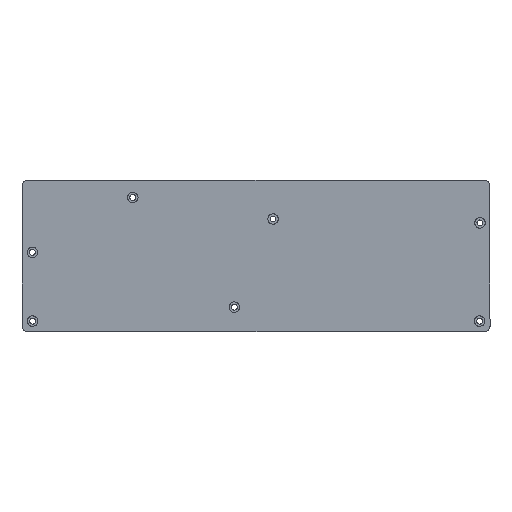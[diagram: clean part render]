
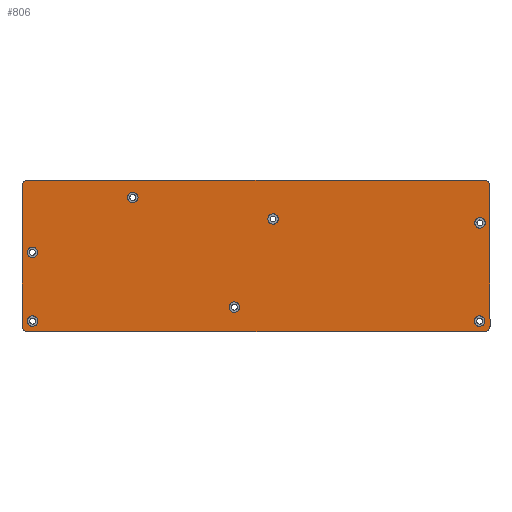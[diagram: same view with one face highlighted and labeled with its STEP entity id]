
A CAD part, top view. The second image highlights one B-rep face of the part: STEP entity #806.
In plain terms, the highlighted planar face has unit normal (0, -0.055, 0.999).
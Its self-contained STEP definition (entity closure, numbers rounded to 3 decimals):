
#91=FACE_BOUND('',#175,.T.);
#92=FACE_BOUND('',#176,.T.);
#93=FACE_BOUND('',#177,.T.);
#94=FACE_BOUND('',#178,.T.);
#95=FACE_BOUND('',#179,.T.);
#96=FACE_BOUND('',#180,.T.);
#97=FACE_BOUND('',#181,.T.);
#120=FACE_OUTER_BOUND('',#174,.T.);
#174=EDGE_LOOP('',(#559,#560,#561,#562,#563,#564,#565,#566));
#175=EDGE_LOOP('',(#567));
#176=EDGE_LOOP('',(#568));
#177=EDGE_LOOP('',(#569));
#178=EDGE_LOOP('',(#570));
#179=EDGE_LOOP('',(#571));
#180=EDGE_LOOP('',(#572));
#181=EDGE_LOOP('',(#573));
#257=LINE('',#1280,#310);
#258=LINE('',#1284,#311);
#259=LINE('',#1288,#312);
#260=LINE('',#1291,#313);
#310=VECTOR('',#1001,10.);
#311=VECTOR('',#1004,10.);
#312=VECTOR('',#1007,10.);
#313=VECTOR('',#1010,10.);
#363=ELLIPSE('',#884,3.005,3.);
#364=ELLIPSE('',#885,3.005,3.);
#365=ELLIPSE('',#886,3.005,3.);
#366=ELLIPSE('',#887,3.005,3.);
#367=ELLIPSE('',#888,2.854,2.85);
#368=ELLIPSE('',#889,2.854,2.85);
#369=ELLIPSE('',#890,2.854,2.85);
#370=ELLIPSE('',#891,2.854,2.85);
#371=ELLIPSE('',#892,2.854,2.85);
#372=ELLIPSE('',#893,2.854,2.85);
#373=ELLIPSE('',#894,2.854,2.85);
#374=VERTEX_POINT('',#1276);
#375=VERTEX_POINT('',#1277);
#376=VERTEX_POINT('',#1279);
#377=VERTEX_POINT('',#1281);
#378=VERTEX_POINT('',#1283);
#379=VERTEX_POINT('',#1285);
#380=VERTEX_POINT('',#1287);
#381=VERTEX_POINT('',#1289);
#382=VERTEX_POINT('',#1292);
#383=VERTEX_POINT('',#1294);
#384=VERTEX_POINT('',#1296);
#385=VERTEX_POINT('',#1298);
#386=VERTEX_POINT('',#1300);
#387=VERTEX_POINT('',#1302);
#388=VERTEX_POINT('',#1304);
#448=EDGE_CURVE('',#374,#375,#363,.T.);
#449=EDGE_CURVE('',#376,#374,#257,.T.);
#450=EDGE_CURVE('',#377,#376,#364,.T.);
#451=EDGE_CURVE('',#377,#378,#258,.T.);
#452=EDGE_CURVE('',#379,#378,#365,.T.);
#453=EDGE_CURVE('',#380,#379,#259,.T.);
#454=EDGE_CURVE('',#381,#380,#366,.T.);
#455=EDGE_CURVE('',#375,#381,#260,.T.);
#456=EDGE_CURVE('',#382,#382,#367,.T.);
#457=EDGE_CURVE('',#383,#383,#368,.T.);
#458=EDGE_CURVE('',#384,#384,#369,.T.);
#459=EDGE_CURVE('',#385,#385,#370,.T.);
#460=EDGE_CURVE('',#386,#386,#371,.T.);
#461=EDGE_CURVE('',#387,#387,#372,.T.);
#462=EDGE_CURVE('',#388,#388,#373,.T.);
#559=ORIENTED_EDGE('',*,*,#448,.F.);
#560=ORIENTED_EDGE('',*,*,#449,.F.);
#561=ORIENTED_EDGE('',*,*,#450,.F.);
#562=ORIENTED_EDGE('',*,*,#451,.T.);
#563=ORIENTED_EDGE('',*,*,#452,.F.);
#564=ORIENTED_EDGE('',*,*,#453,.F.);
#565=ORIENTED_EDGE('',*,*,#454,.F.);
#566=ORIENTED_EDGE('',*,*,#455,.F.);
#567=ORIENTED_EDGE('',*,*,#456,.F.);
#568=ORIENTED_EDGE('',*,*,#457,.F.);
#569=ORIENTED_EDGE('',*,*,#458,.F.);
#570=ORIENTED_EDGE('',*,*,#459,.F.);
#571=ORIENTED_EDGE('',*,*,#460,.F.);
#572=ORIENTED_EDGE('',*,*,#461,.F.);
#573=ORIENTED_EDGE('',*,*,#462,.F.);
#781=PLANE('',#883);
#806=ADVANCED_FACE('',(#120,#91,#92,#93,#94,#95,#96,#97),#781,.F.);
#883=AXIS2_PLACEMENT_3D('',#1275,#997,#998);
#884=AXIS2_PLACEMENT_3D('',#1278,#999,#1000);
#885=AXIS2_PLACEMENT_3D('',#1282,#1002,#1003);
#886=AXIS2_PLACEMENT_3D('',#1286,#1005,#1006);
#887=AXIS2_PLACEMENT_3D('',#1290,#1008,#1009);
#888=AXIS2_PLACEMENT_3D('',#1293,#1011,#1012);
#889=AXIS2_PLACEMENT_3D('',#1295,#1013,#1014);
#890=AXIS2_PLACEMENT_3D('',#1297,#1015,#1016);
#891=AXIS2_PLACEMENT_3D('',#1299,#1017,#1018);
#892=AXIS2_PLACEMENT_3D('',#1301,#1019,#1020);
#893=AXIS2_PLACEMENT_3D('',#1303,#1021,#1022);
#894=AXIS2_PLACEMENT_3D('',#1305,#1023,#1024);
#997=DIRECTION('center_axis',(0.,0.055,-0.998));
#998=DIRECTION('ref_axis',(0.,-0.998,-0.055));
#999=DIRECTION('center_axis',(0.,0.055,-0.998));
#1000=DIRECTION('ref_axis',(0.,-0.998,-0.055));
#1001=DIRECTION('',(0.,-0.998,-0.055));
#1002=DIRECTION('center_axis',(0.,0.055,-0.998));
#1003=DIRECTION('ref_axis',(0.,0.998,0.055));
#1004=DIRECTION('',(-1.,0.,0.));
#1005=DIRECTION('center_axis',(0.,0.055,-0.998));
#1006=DIRECTION('ref_axis',(0.,0.998,0.055));
#1007=DIRECTION('',(0.,0.998,0.055));
#1008=DIRECTION('center_axis',(0.,0.055,-0.998));
#1009=DIRECTION('ref_axis',(0.,-0.998,-0.055));
#1010=DIRECTION('',(-1.,0.,0.));
#1011=DIRECTION('center_axis',(0.,-0.055,0.998));
#1012=DIRECTION('ref_axis',(0.,-0.998,-0.055));
#1013=DIRECTION('center_axis',(0.,-0.055,0.998));
#1014=DIRECTION('ref_axis',(0.,-0.998,-0.055));
#1015=DIRECTION('center_axis',(0.,-0.055,0.998));
#1016=DIRECTION('ref_axis',(0.,-0.998,-0.055));
#1017=DIRECTION('center_axis',(0.,-0.055,0.998));
#1018=DIRECTION('ref_axis',(0.,-0.998,-0.055));
#1019=DIRECTION('center_axis',(0.,-0.055,0.998));
#1020=DIRECTION('ref_axis',(0.,-0.998,-0.055));
#1021=DIRECTION('center_axis',(0.,-0.055,0.998));
#1022=DIRECTION('ref_axis',(0.,-0.998,-0.055));
#1023=DIRECTION('center_axis',(0.,-0.055,0.998));
#1024=DIRECTION('ref_axis',(0.,-0.998,-0.055));
#1275=CARTESIAN_POINT('Origin',(-22.74,-63.36,14.862));
#1276=CARTESIAN_POINT('',(-22.74,-142.36,10.527));
#1277=CARTESIAN_POINT('',(-25.74,-145.36,10.362));
#1278=CARTESIAN_POINT('Origin',(-25.74,-142.36,10.527));
#1279=CARTESIAN_POINT('',(-22.74,-66.36,14.698));
#1280=CARTESIAN_POINT('',(-22.74,-103.015,12.686));
#1281=CARTESIAN_POINT('',(-25.74,-63.36,14.862));
#1282=CARTESIAN_POINT('Origin',(-25.74,-66.36,14.698));
#1283=CARTESIAN_POINT('',(-273.74,-63.36,14.862));
#1284=CARTESIAN_POINT('',(-25.74,-63.36,14.862));
#1285=CARTESIAN_POINT('',(-276.74,-66.36,14.698));
#1286=CARTESIAN_POINT('Origin',(-273.74,-66.36,14.698));
#1287=CARTESIAN_POINT('',(-276.74,-142.36,10.527));
#1288=CARTESIAN_POINT('',(-276.74,-65.129,14.765));
#1289=CARTESIAN_POINT('',(-273.74,-145.36,10.362));
#1290=CARTESIAN_POINT('Origin',(-273.74,-142.36,10.527));
#1291=CARTESIAN_POINT('',(-148.24,-145.36,10.362));
#1292=CARTESIAN_POINT('',(-219.45,-72.6,14.355));
#1293=CARTESIAN_POINT('Origin',(-216.6,-72.6,14.355));
#1294=CARTESIAN_POINT('',(-31.05,-86.4,13.598));
#1295=CARTESIAN_POINT('Origin',(-28.2,-86.4,13.598));
#1296=CARTESIAN_POINT('',(-164.35,-132.1,11.09));
#1297=CARTESIAN_POINT('Origin',(-161.5,-132.1,11.09));
#1298=CARTESIAN_POINT('',(-273.85,-139.7,10.673));
#1299=CARTESIAN_POINT('Origin',(-271.,-139.7,10.673));
#1300=CARTESIAN_POINT('',(-31.25,-139.7,10.673));
#1301=CARTESIAN_POINT('Origin',(-28.4,-139.7,10.673));
#1302=CARTESIAN_POINT('',(-143.35,-84.3,13.713));
#1303=CARTESIAN_POINT('Origin',(-140.5,-84.3,13.713));
#1304=CARTESIAN_POINT('',(-273.95,-102.4,12.72));
#1305=CARTESIAN_POINT('Origin',(-271.1,-102.4,12.72));
